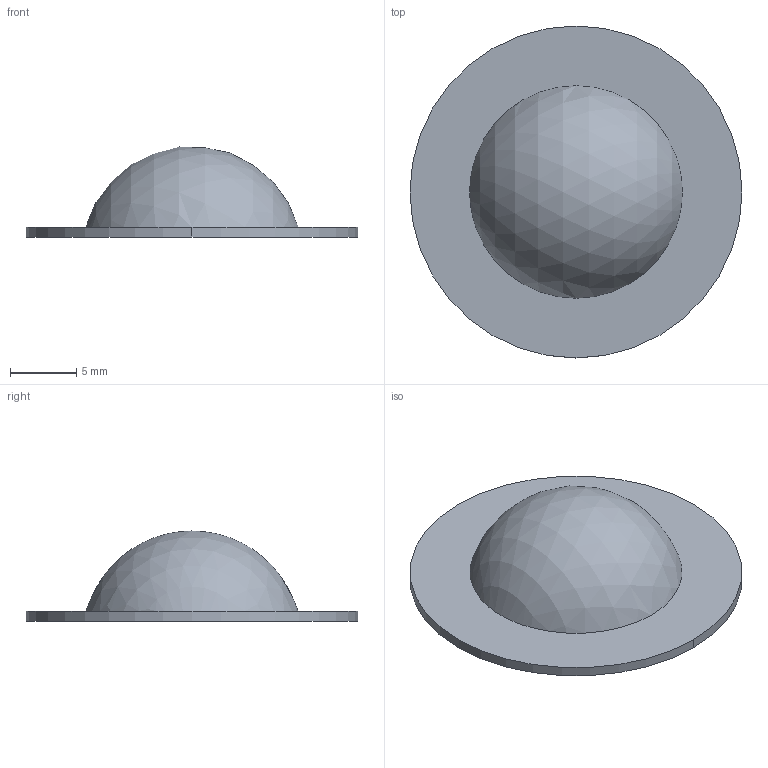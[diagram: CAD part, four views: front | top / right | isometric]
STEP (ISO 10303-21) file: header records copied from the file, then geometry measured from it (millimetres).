
FILE_DESCRIPTION(('Creo Elements/Direct Modeling STEP Export'),'2;1');
FILE_NAME('MIXING_CHAMBER.stp','2018-02-21T13:13:20',(''),(''),'Creo Elements/Direct Modeling STEP processor for AP214 (Solid Model)','Creo Elements/Direct Modeling 19.0F 14-Feb-2017 (C) Parametric Technology GmbH','');
FILE_SCHEMA(('AUTOMOTIVE_DESIGN { 1 0 10303 214 1 1 1 1 }'));
Length unit declared in the file: millimetre
Products named in the file (2): DIFFUSORE_SFERICO
Assembly tree (1 placements, depth 2):
  DIFFUSORE_SFERICO
    DIFFUSORE_SFERICO
Bounding box: 25 x 25 x 6.78 mm (x, y, z)
Volume: 468.3 mm3; surface area: 1265.9 mm2
Topology: 1 solids, 1 shells, 8 faces, 15 edges, 11 vertices
Faces by surface type: plane 2, cylinder 2, sphere 2, torus 2
Entity records: 295 total; most frequent: DIRECTION 36, CARTESIAN_POINT 30, ORIENTED_EDGE 30, AXIS2_PLACEMENT_3D 17, EDGE_CURVE 15, VERTEX_POINT 11, EDGE_LOOP 10, COLOUR_RGB 9
